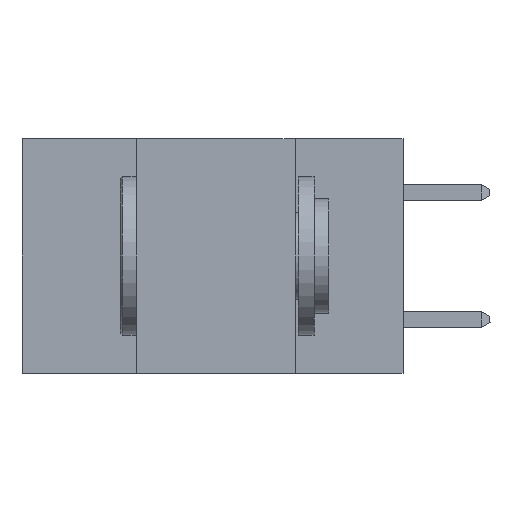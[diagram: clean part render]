
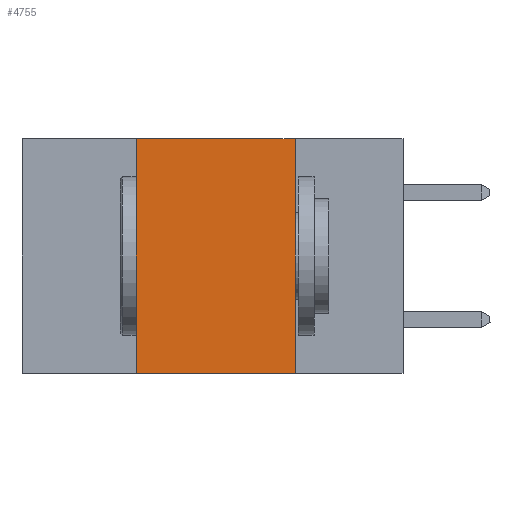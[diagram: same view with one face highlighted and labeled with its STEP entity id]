
A CAD part, left-side view. The second image highlights one B-rep face of the part: STEP entity #4755.
In plain terms, the highlighted planar face has unit normal (-1, 0, 0).
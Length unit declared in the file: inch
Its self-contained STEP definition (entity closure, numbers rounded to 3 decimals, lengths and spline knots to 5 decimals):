
#969 = CARTESIAN_POINT ( 'NONE',  ( 0., 0.6, -0.37 ) ) ;
#1667 = CARTESIAN_POINT ( 'NONE',  ( 0., 0.6, 0. ) ) ;
#1762 = VERTEX_POINT ( 'NONE', #17237 ) ;
#3212 = LINE ( 'NONE', #8563, #12206 ) ;
#3472 = FACE_OUTER_BOUND ( 'NONE', #11854, .T. ) ;
#4755 = ADVANCED_FACE ( 'NONE', ( #3472 ), #5351, .F. ) ;
#5351 = PLANE ( 'NONE',  #21412 ) ;
#5418 = EDGE_CURVE ( 'NONE', #11830, #1762, #12965, .T. ) ;
#7155 = DIRECTION ( 'NONE',  ( 1., 0., 0. ) ) ;
#7577 = VERTEX_POINT ( 'NONE', #15126 ) ;
#7594 = ORIENTED_EDGE ( 'NONE', *, *, #12633, .F. ) ;
#7979 = VECTOR ( 'NONE', #8391, 39.37008 ) ;
#8178 = VECTOR ( 'NONE', #10956, 39.37008 ) ;
#8391 = DIRECTION ( 'NONE',  ( 0., 0., -1. ) ) ;
#8563 = CARTESIAN_POINT ( 'NONE',  ( 0., 0.6, 0. ) ) ;
#8712 = ORIENTED_EDGE ( 'NONE', *, *, #12221, .F. ) ;
#9179 = CARTESIAN_POINT ( 'NONE',  ( 0., 0.42, 0. ) ) ;
#10682 = ORIENTED_EDGE ( 'NONE', *, *, #5418, .F. ) ;
#10956 = DIRECTION ( 'NONE',  ( 0., 0., 1. ) ) ;
#11403 = EDGE_CURVE ( 'NONE', #11830, #7577, #11668, .T. ) ;
#11668 = LINE ( 'NONE', #969, #20647 ) ;
#11807 = DIRECTION ( 'NONE',  ( 0., -1., 0. ) ) ;
#11830 = VERTEX_POINT ( 'NONE', #14719 ) ;
#11854 = EDGE_LOOP ( 'NONE', ( #7594, #8712, #10682, #18309 ) ) ;
#11998 = CARTESIAN_POINT ( 'NONE',  ( 0., 0.17, 0. ) ) ;
#12206 = VECTOR ( 'NONE', #19316, 39.37008 ) ;
#12221 = EDGE_CURVE ( 'NONE', #1762, #21162, #3212, .T. ) ;
#12633 = EDGE_CURVE ( 'NONE', #21162, #7577, #22187, .T. ) ;
#12965 = LINE ( 'NONE', #9179, #8178 ) ;
#14719 = CARTESIAN_POINT ( 'NONE',  ( 0., 0.42, -0.37 ) ) ;
#15126 = CARTESIAN_POINT ( 'NONE',  ( 0., 0.17, -0.37 ) ) ;
#17237 = CARTESIAN_POINT ( 'NONE',  ( 0., 0.42, 0. ) ) ;
#18309 = ORIENTED_EDGE ( 'NONE', *, *, #11403, .T. ) ;
#19316 = DIRECTION ( 'NONE',  ( 0., -1., 0. ) ) ;
#19721 = DIRECTION ( 'NONE',  ( 0., 0., -1. ) ) ;
#20647 = VECTOR ( 'NONE', #11807, 39.37008 ) ;
#21162 = VERTEX_POINT ( 'NONE', #21338 ) ;
#21338 = CARTESIAN_POINT ( 'NONE',  ( 0., 0.17, 0. ) ) ;
#21412 = AXIS2_PLACEMENT_3D ( 'NONE', #1667, #7155, #19721 ) ;
#22187 = LINE ( 'NONE', #11998, #7979 ) ;
